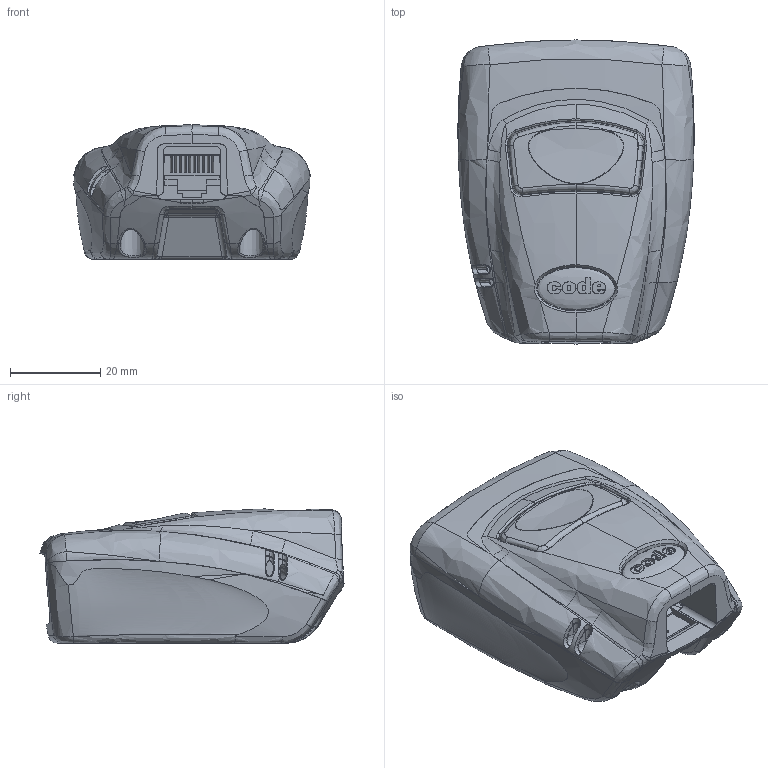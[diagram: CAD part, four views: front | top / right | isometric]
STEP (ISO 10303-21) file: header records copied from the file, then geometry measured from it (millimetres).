
FILE_DESCRIPTION (( 'STEP AP214' ), '1' );
FILE_NAME ('CR1100.STEP', '2020-10-30T15:08:50', ( '' ), ( '' ), 'SwSTEP 2.0', 'SolidWorks 2019', '' );
FILE_SCHEMA (( 'AUTOMOTIVE_DESIGN' ));
Length unit declared in the file: inch
Products named in the file (1): CR1100
Bounding box: 52.48 x 67.56 x 29.82 mm (x, y, z)
Volume: 32505.5 mm3; surface area: 44630.5 mm2
Topology: 15 solids, 15 shells, 2758 faces, 7928 edges, 5227 vertices
Faces by surface type: plane 1018, bspline 944, cylinder 514, cone 227, torus 43, sphere 12
Full cylindrical faces by diameter (mm): 0.46 x20, 1.1 x1, 2.5 x4, 2.52 x4, 3.6 x4, 3.8 x4, 3.9 x4, 4.2 x4, 4.4 x4, 4.6 x4
Entity records: 202287 total; most frequent: CARTESIAN_POINT 143390, ORIENTED_EDGE 15440, EDGE_CURVE 7720, DIRECTION 7085, VERTEX_POINT 5165, B_SPLINE_CURVE_WITH_KNOTS 4626, EDGE_LOOP 3033, FACE_OUTER_BOUND 2823
